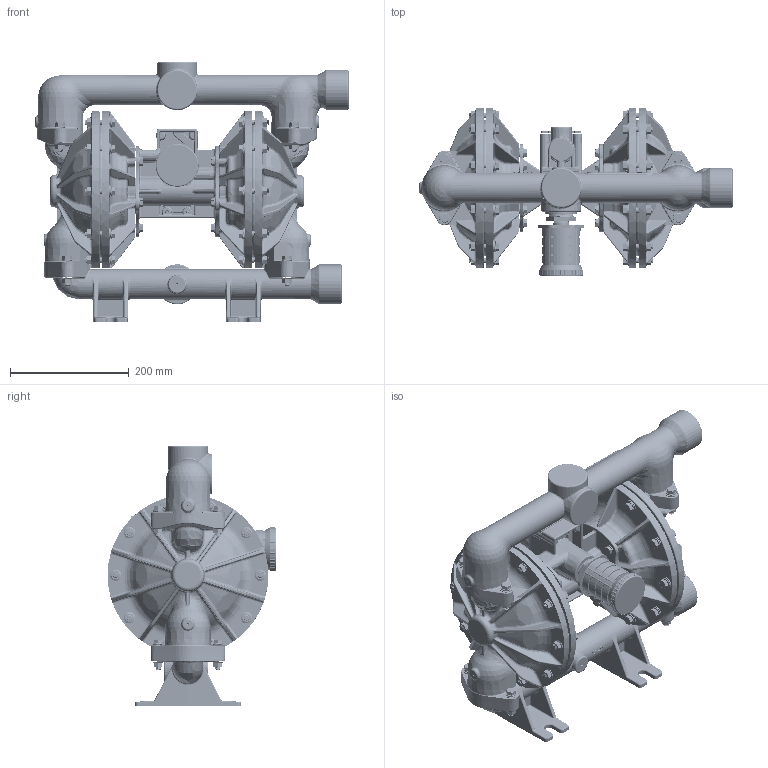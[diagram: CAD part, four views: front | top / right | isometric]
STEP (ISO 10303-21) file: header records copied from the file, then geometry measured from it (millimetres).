
FILE_DESCRIPTION((''),'2;1');
FILE_NAME('A050-XAX-ASSY-STEP','2017-04-05T',('dmcdermott'),(''),'CREO PARAMETRIC BY PTC INC, 2016050','CREO PARAMETRIC BY PTC INC, 2016050','');
FILE_SCHEMA(('CONFIG_CONTROL_DESIGN'));
Products named in the file (1): A050-XAX-ASSY-STEP
Bounding box: 528.07 x 284.51 x 438.15 mm (x, y, z)
Surface area: 1174185.4 mm2 (no closed solid volume)
Topology: 0 solids, 366 shells, 9419 faces, 27591 edges, 18330 vertices
Faces by surface type: bspline 3141, cylinder 1983, plane 1813, cone 1302, torus 1039, sphere 140, revolution 1
Entity records: 623763 total; most frequent: CARTESIAN_POINT 407360, ORIENTED_EDGE 47137, DIRECTION 37040, EDGE_CURVE 27579, VERTEX_POINT 18330, AXIS2_PLACEMENT_3D 14579, B_SPLINE_CURVE_WITH_KNOTS 11397, EDGE_LOOP 9943
